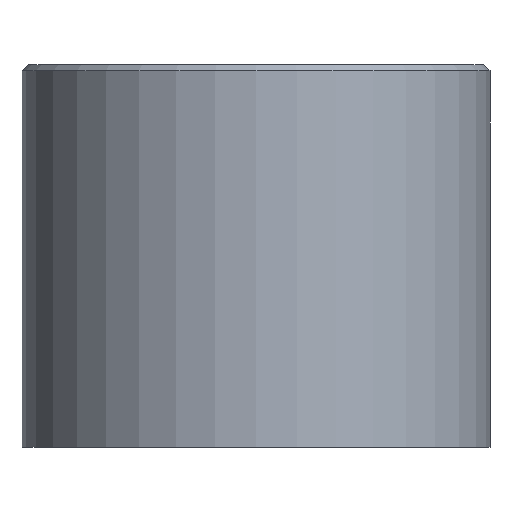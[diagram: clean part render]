
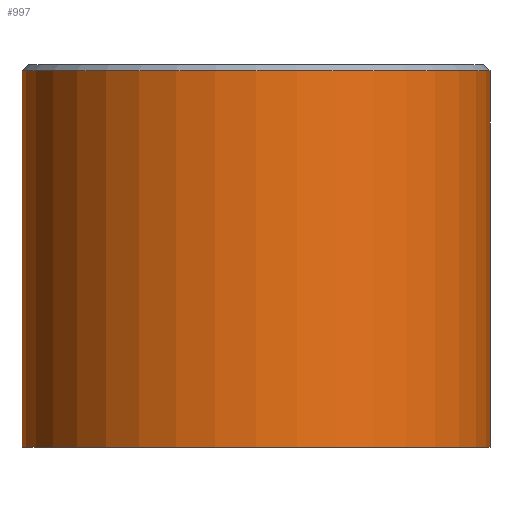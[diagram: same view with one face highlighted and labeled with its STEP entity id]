
A CAD part, front view. The second image highlights one B-rep face of the part: STEP entity #997.
In plain terms, the highlighted cylindrical face has radius 22 mm (diameter 44 mm), a full revolution.
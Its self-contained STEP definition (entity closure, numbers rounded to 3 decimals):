
#112=FACE_OUTER_BOUND('',#183,.T.);
#183=EDGE_LOOP('',(#849,#850,#851,#852));
#260=CIRCLE('',#1140,22.);
#261=CIRCLE('',#1142,22.);
#342=LINE('',#2042,#393);
#393=VECTOR('',#1441,22.);
#476=VERTEX_POINT('',#2037);
#477=VERTEX_POINT('',#2041);
#612=EDGE_CURVE('',#476,#476,#260,.T.);
#613=EDGE_CURVE('',#476,#477,#342,.T.);
#614=EDGE_CURVE('',#477,#477,#261,.T.);
#849=ORIENTED_EDGE('',*,*,#612,.F.);
#850=ORIENTED_EDGE('',*,*,#613,.T.);
#851=ORIENTED_EDGE('',*,*,#614,.T.);
#852=ORIENTED_EDGE('',*,*,#613,.F.);
#940=CYLINDRICAL_SURFACE('',#1141,22.);
#997=ADVANCED_FACE('',(#112),#940,.T.);
#1140=AXIS2_PLACEMENT_3D('',#2039,#1437,#1438);
#1141=AXIS2_PLACEMENT_3D('',#2040,#1439,#1440);
#1142=AXIS2_PLACEMENT_3D('',#2043,#1442,#1443);
#1437=DIRECTION('center_axis',(0.,0.,1.));
#1438=DIRECTION('ref_axis',(1.,0.,0.));
#1439=DIRECTION('center_axis',(0.,0.,1.));
#1440=DIRECTION('ref_axis',(1.,0.,0.));
#1441=DIRECTION('',(0.,0.,-1.));
#1442=DIRECTION('center_axis',(0.,0.,1.));
#1443=DIRECTION('ref_axis',(1.,0.,0.));
#2037=CARTESIAN_POINT('',(-22.,0.,35.4));
#2039=CARTESIAN_POINT('Origin',(0.,0.,35.4));
#2040=CARTESIAN_POINT('Origin',(0.,0.,0.));
#2041=CARTESIAN_POINT('',(-22.,0.,0.));
#2042=CARTESIAN_POINT('',(-22.,0.,0.));
#2043=CARTESIAN_POINT('Origin',(0.,0.,0.));
